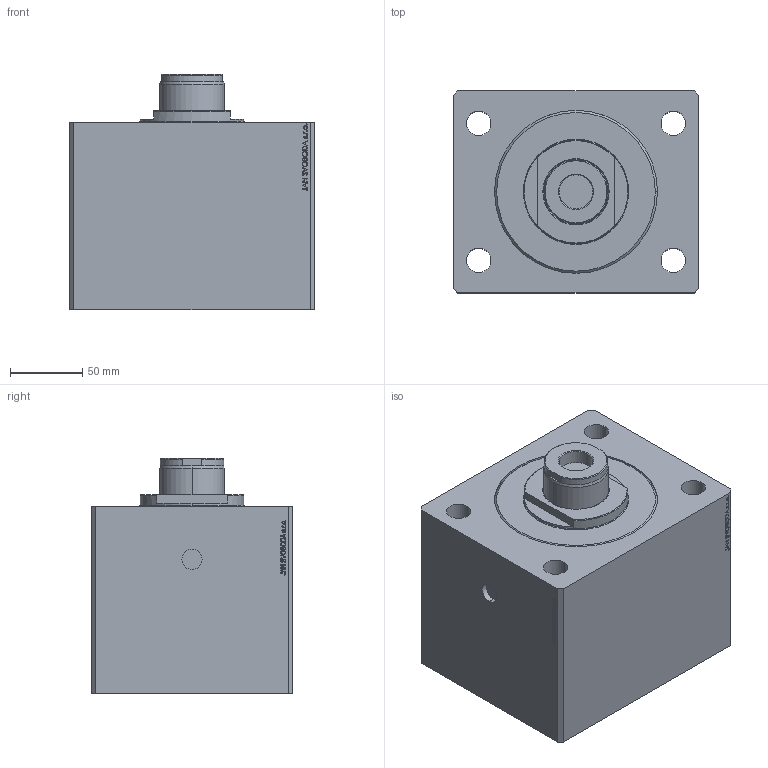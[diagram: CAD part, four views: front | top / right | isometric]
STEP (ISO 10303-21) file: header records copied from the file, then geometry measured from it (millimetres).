
FILE_DESCRIPTION (( 'STEP AP203' ), '1' );
FILE_NAME ('a432.STEP', '2020-10-08T23:51:20', ( '' ), ( '' ), 'SwSTEP 2.0', 'SolidWorks 2019', '' );
FILE_SCHEMA (( 'CONFIG_CONTROL_DESIGN' ));
Length unit declared in the file: millimetre
Products named in the file (4): a432; V250CE_C_VCP 3f07498954db0311716be4081ae0089a; V250CE_C 3f07498954db0311716be4081ae0089a; V250CE_C_vnitrni cast pro vysunuti 3f07498954db0311716be4081ae0089a
Assembly tree (3 placements, depth 2):
  a432
    V250CE_C 3f07498954db0311716be4081ae0089a
    V250CE_C_vnitrni cast pro vysunuti 3f07498954db0311716be4081ae0089a
    V250CE_C_VCP 3f07498954db0311716be4081ae0089a
Bounding box: 170 x 140 x 163 mm (x, y, z)
Volume: 2933676.7 mm3; surface area: 261186.2 mm2
Topology: 3 solids, 3 shells, 859 faces, 2216 edges, 1472 vertices
Faces by surface type: plane 427, bspline 374, cylinder 42, cone 14, torus 2
Entity records: 44124 total; most frequent: CARTESIAN_POINT 25207, ORIENTED_EDGE 4432, DIRECTION 2550, EDGE_CURVE 2216, VERTEX_POINT 1472, LINE 1352, VECTOR 1352, EDGE_LOOP 978
